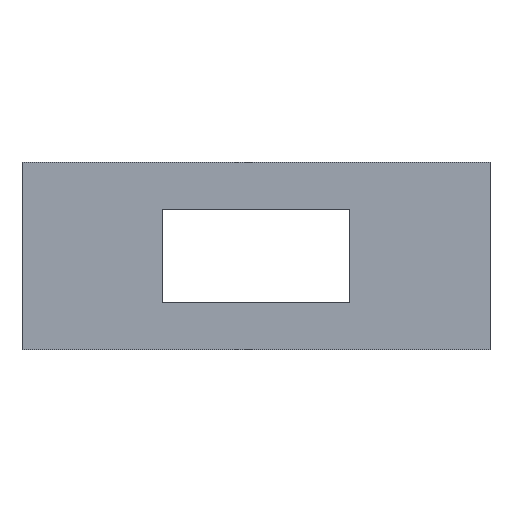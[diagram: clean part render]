
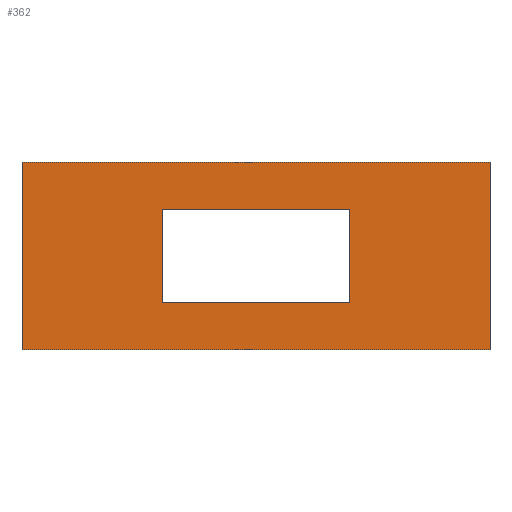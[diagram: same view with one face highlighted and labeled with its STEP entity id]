
A CAD part, top view. The second image highlights one B-rep face of the part: STEP entity #362.
In plain terms, the highlighted planar face has unit normal (0, 0, 1).
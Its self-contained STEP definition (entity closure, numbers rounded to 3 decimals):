
#16=FACE_BOUND('',#54,.T.);
#34=FACE_OUTER_BOUND('',#53,.T.);
#53=EDGE_LOOP('',(#319,#320,#321,#322));
#54=EDGE_LOOP('',(#323,#324,#325,#326));
#88=LINE('',#551,#136);
#90=LINE('',#555,#138);
#92=LINE('',#559,#140);
#94=LINE('',#562,#142);
#96=LINE('',#567,#144);
#98=LINE('',#571,#146);
#100=LINE('',#575,#148);
#102=LINE('',#578,#150);
#136=VECTOR('',#450,10.);
#138=VECTOR('',#454,10.);
#140=VECTOR('',#458,10.);
#142=VECTOR('',#462,10.);
#144=VECTOR('',#466,10.);
#146=VECTOR('',#470,10.);
#148=VECTOR('',#474,10.);
#150=VECTOR('',#478,10.);
#175=VERTEX_POINT('',#548);
#176=VERTEX_POINT('',#550);
#177=VERTEX_POINT('',#554);
#178=VERTEX_POINT('',#558);
#179=VERTEX_POINT('',#564);
#180=VERTEX_POINT('',#566);
#181=VERTEX_POINT('',#570);
#182=VERTEX_POINT('',#574);
#216=EDGE_CURVE('',#176,#175,#88,.T.);
#218=EDGE_CURVE('',#177,#176,#90,.T.);
#220=EDGE_CURVE('',#178,#177,#92,.T.);
#222=EDGE_CURVE('',#175,#178,#94,.T.);
#224=EDGE_CURVE('',#180,#179,#96,.T.);
#226=EDGE_CURVE('',#181,#180,#98,.T.);
#228=EDGE_CURVE('',#182,#181,#100,.T.);
#230=EDGE_CURVE('',#179,#182,#102,.T.);
#319=ORIENTED_EDGE('',*,*,#230,.T.);
#320=ORIENTED_EDGE('',*,*,#228,.T.);
#321=ORIENTED_EDGE('',*,*,#226,.T.);
#322=ORIENTED_EDGE('',*,*,#224,.T.);
#323=ORIENTED_EDGE('',*,*,#222,.T.);
#324=ORIENTED_EDGE('',*,*,#220,.T.);
#325=ORIENTED_EDGE('',*,*,#218,.T.);
#326=ORIENTED_EDGE('',*,*,#216,.T.);
#344=PLANE('',#394);
#362=ADVANCED_FACE('',(#34,#16),#344,.T.);
#394=AXIS2_PLACEMENT_3D('',#579,#479,#480);
#450=DIRECTION('',(0.,1.,0.));
#454=DIRECTION('',(-1.,0.,0.));
#458=DIRECTION('',(0.,-1.,0.));
#462=DIRECTION('',(1.,0.,0.));
#466=DIRECTION('',(1.,0.,0.));
#470=DIRECTION('',(0.,-1.,0.));
#474=DIRECTION('',(-1.,0.,0.));
#478=DIRECTION('',(0.,1.,0.));
#479=DIRECTION('center_axis',(0.,0.,1.));
#480=DIRECTION('ref_axis',(1.,0.,0.));
#548=CARTESIAN_POINT('',(-5.,2.5,3.));
#550=CARTESIAN_POINT('',(-5.,-2.5,3.));
#551=CARTESIAN_POINT('',(-5.,-2.5,3.));
#554=CARTESIAN_POINT('',(5.,-2.5,3.));
#555=CARTESIAN_POINT('',(5.,-2.5,3.));
#558=CARTESIAN_POINT('',(5.,2.5,3.));
#559=CARTESIAN_POINT('',(5.,2.5,3.));
#562=CARTESIAN_POINT('',(-5.,2.5,3.));
#564=CARTESIAN_POINT('',(12.5,-5.,3.));
#566=CARTESIAN_POINT('',(-12.5,-5.,3.));
#567=CARTESIAN_POINT('',(-12.5,-5.,3.));
#570=CARTESIAN_POINT('',(-12.5,5.,3.));
#571=CARTESIAN_POINT('',(-12.5,5.,3.));
#574=CARTESIAN_POINT('',(12.5,5.,3.));
#575=CARTESIAN_POINT('',(12.5,5.,3.));
#578=CARTESIAN_POINT('',(12.5,-5.,3.));
#579=CARTESIAN_POINT('Origin',(0.,0.,3.));
